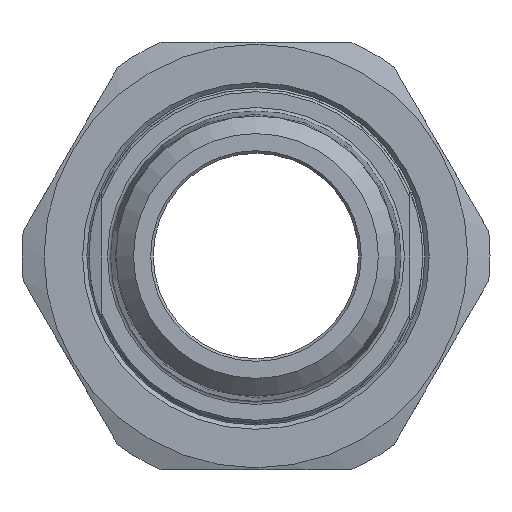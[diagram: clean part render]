
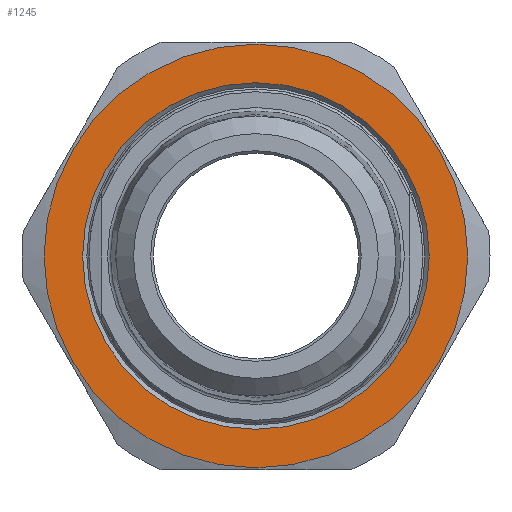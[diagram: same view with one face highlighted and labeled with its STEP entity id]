
A CAD part, left-side view. The second image highlights one B-rep face of the part: STEP entity #1245.
In plain terms, the highlighted planar face has unit normal (-1, 0, 0).
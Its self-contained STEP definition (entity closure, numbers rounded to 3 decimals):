
#49=FACE_BOUND('',#228,.T.);
#111=PLANE('',#1415);
#149=FACE_OUTER_BOUND('',#227,.T.);
#227=EDGE_LOOP('',(#922));
#228=EDGE_LOOP('',(#923));
#436=CIRCLE('',#1405,24.75);
#437=CIRCLE('',#1410,20.25);
#554=VERTEX_POINT('',#2121);
#555=VERTEX_POINT('',#2131);
#691=EDGE_CURVE('',#554,#554,#436,.T.);
#693=EDGE_CURVE('',#555,#555,#437,.T.);
#922=ORIENTED_EDGE('',*,*,#691,.T.);
#923=ORIENTED_EDGE('',*,*,#693,.F.);
#1245=ADVANCED_FACE('',(#149,#49),#111,.F.);
#1405=AXIS2_PLACEMENT_3D('',#2123,#1640,#1641);
#1410=AXIS2_PLACEMENT_3D('',#2132,#1650,#1651);
#1415=AXIS2_PLACEMENT_3D('',#2142,#1662,#1663);
#1640=DIRECTION('center_axis',(-1.,0.,0.));
#1641=DIRECTION('ref_axis',(0.,1.,0.));
#1650=DIRECTION('center_axis',(-1.,0.,0.));
#1651=DIRECTION('ref_axis',(0.,-1.,0.));
#1662=DIRECTION('center_axis',(1.,0.,0.));
#1663=DIRECTION('ref_axis',(0.,0.,-1.));
#2121=CARTESIAN_POINT('',(-18.5,-24.75,0.));
#2123=CARTESIAN_POINT('Origin',(-18.5,0.,0.));
#2131=CARTESIAN_POINT('',(-18.5,20.25,0.));
#2132=CARTESIAN_POINT('Origin',(-18.5,0.,0.));
#2142=CARTESIAN_POINT('Origin',(-18.5,0.,0.));
